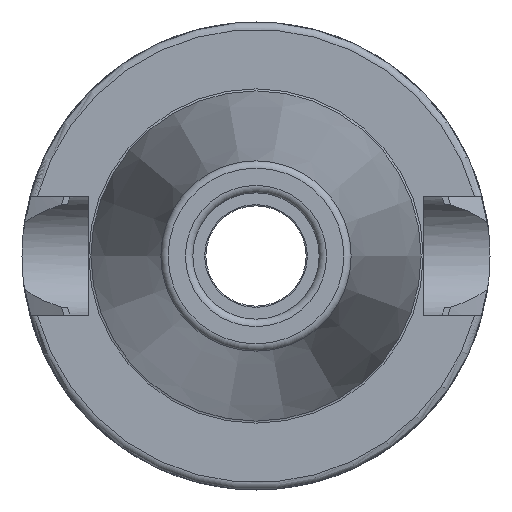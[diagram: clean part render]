
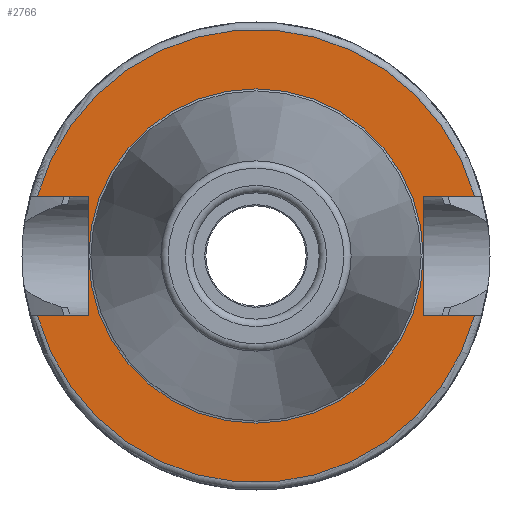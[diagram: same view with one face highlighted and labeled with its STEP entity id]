
A CAD part, left-side view. The second image highlights one B-rep face of the part: STEP entity #2766.
In plain terms, the highlighted planar face has unit normal (-1, 0, 0).
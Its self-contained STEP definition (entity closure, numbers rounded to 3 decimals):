
#156=FACE_BOUND('',#507,.T.);
#182=PLANE('',#3067);
#327=FACE_OUTER_BOUND('',#506,.T.);
#506=EDGE_LOOP('',(#2060,#2061,#2062,#2063,#2064,#2065,#2066,#2067));
#507=EDGE_LOOP('',(#2068));
#661=LINE('',#4247,#846);
#665=LINE('',#4255,#850);
#668=LINE('',#4275,#853);
#679=LINE('',#4375,#864);
#682=LINE('',#4396,#867);
#684=LINE('',#4399,#869);
#846=VECTOR('',#3412,10.);
#850=VECTOR('',#3418,10.);
#853=VECTOR('',#3423,10.);
#864=VECTOR('',#3478,10.);
#867=VECTOR('',#3483,10.);
#869=VECTOR('',#3487,10.);
#1053=CIRCLE('',#3044,30.5);
#1065=CIRCLE('',#3066,22.5);
#1066=CIRCLE('',#3068,30.5);
#1198=VERTEX_POINT('',#4235);
#1199=VERTEX_POINT('',#4246);
#1201=VERTEX_POINT('',#4252);
#1202=VERTEX_POINT('',#4254);
#1217=VERTEX_POINT('',#4335);
#1224=VERTEX_POINT('',#4372);
#1225=VERTEX_POINT('',#4374);
#1229=VERTEX_POINT('',#4395);
#1237=VERTEX_POINT('',#4425);
#1484=EDGE_CURVE('',#1199,#1198,#661,.T.);
#1488=EDGE_CURVE('',#1202,#1201,#665,.T.);
#1493=EDGE_CURVE('',#1201,#1199,#668,.T.);
#1513=EDGE_CURVE('',#1202,#1217,#1053,.T.);
#1523=EDGE_CURVE('',#1225,#1224,#679,.T.);
#1528=EDGE_CURVE('',#1229,#1217,#682,.T.);
#1530=EDGE_CURVE('',#1224,#1229,#684,.T.);
#1544=EDGE_CURVE('',#1237,#1237,#1065,.T.);
#1545=EDGE_CURVE('',#1225,#1198,#1066,.T.);
#2060=ORIENTED_EDGE('',*,*,#1484,.T.);
#2061=ORIENTED_EDGE('',*,*,#1545,.F.);
#2062=ORIENTED_EDGE('',*,*,#1523,.T.);
#2063=ORIENTED_EDGE('',*,*,#1530,.T.);
#2064=ORIENTED_EDGE('',*,*,#1528,.T.);
#2065=ORIENTED_EDGE('',*,*,#1513,.F.);
#2066=ORIENTED_EDGE('',*,*,#1488,.T.);
#2067=ORIENTED_EDGE('',*,*,#1493,.T.);
#2068=ORIENTED_EDGE('',*,*,#1544,.T.);
#2766=ADVANCED_FACE('',(#327,#156),#182,.T.);
#3044=AXIS2_PLACEMENT_3D('',#4336,#3465,#3466);
#3066=AXIS2_PLACEMENT_3D('',#4427,#3523,#3524);
#3067=AXIS2_PLACEMENT_3D('',#4428,#3525,#3526);
#3068=AXIS2_PLACEMENT_3D('',#4429,#3527,#3528);
#3412=DIRECTION('',(0.,-1.,0.));
#3418=DIRECTION('',(0.,1.,0.));
#3423=DIRECTION('',(0.,0.,1.));
#3465=DIRECTION('center_axis',(1.,0.,0.));
#3466=DIRECTION('ref_axis',(0.,0.,-1.));
#3478=DIRECTION('',(0.,-1.,0.));
#3483=DIRECTION('',(0.,1.,0.));
#3487=DIRECTION('',(0.,0.,-1.));
#3523=DIRECTION('center_axis',(1.,0.,0.));
#3524=DIRECTION('ref_axis',(0.,0.,-1.));
#3525=DIRECTION('center_axis',(-1.,0.,0.));
#3526=DIRECTION('ref_axis',(0.,0.,1.));
#3527=DIRECTION('center_axis',(1.,0.,0.));
#3528=DIRECTION('ref_axis',(0.,0.,-1.));
#4235=CARTESIAN_POINT('',(2.,-29.418,8.05));
#4246=CARTESIAN_POINT('',(2.,-22.6,8.05));
#4247=CARTESIAN_POINT('',(2.,3.95,8.05));
#4252=CARTESIAN_POINT('',(2.,-22.6,-8.05));
#4254=CARTESIAN_POINT('',(2.,-29.418,-8.05));
#4255=CARTESIAN_POINT('',(2.,3.95,-8.05));
#4275=CARTESIAN_POINT('',(2.,-22.6,0.));
#4335=CARTESIAN_POINT('',(2.,29.418,-8.05));
#4336=CARTESIAN_POINT('Origin',(2.,0.,0.));
#4372=CARTESIAN_POINT('',(2.,22.6,8.05));
#4374=CARTESIAN_POINT('',(2.,29.418,8.05));
#4375=CARTESIAN_POINT('',(2.,26.55,8.05));
#4395=CARTESIAN_POINT('',(2.,22.6,-8.05));
#4396=CARTESIAN_POINT('',(2.,26.55,-8.05));
#4399=CARTESIAN_POINT('',(2.,22.6,0.));
#4425=CARTESIAN_POINT('',(2.,0.,22.5));
#4427=CARTESIAN_POINT('Origin',(2.,0.,0.));
#4428=CARTESIAN_POINT('Origin',(2.,30.5,0.));
#4429=CARTESIAN_POINT('Origin',(2.,0.,0.));
